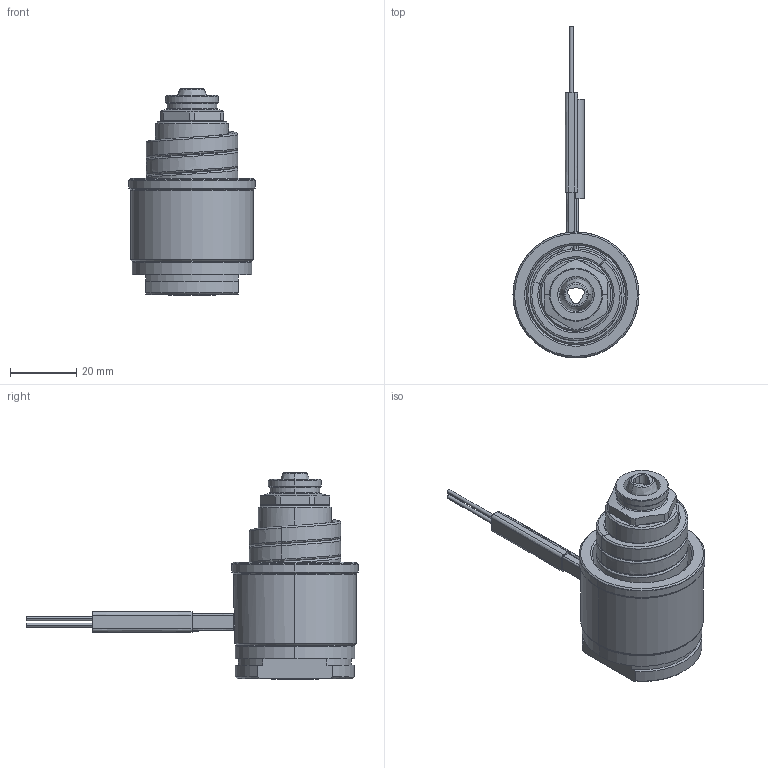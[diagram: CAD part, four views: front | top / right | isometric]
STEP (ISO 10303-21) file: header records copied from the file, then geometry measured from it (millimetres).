
FILE_DESCRIPTION((''),'2;1');
FILE_NAME('LS-66-CEG','2014-03-04T',('Íàòàëüÿ'),('IMID'),'PRO/ENGINEER BY PARAMETRIC TECHNOLOGY CORPORATION, 2010180','PRO/ENGINEER BY PARAMETRIC TECHNOLOGY CORPORATION, 2010180','');
FILE_SCHEMA(('CONFIG_CONTROL_DESIGN'));
Length unit declared in the file: millimetre
Products named in the file (1): LS-66-CEG
Bounding box: 38 x 100 x 62.2 mm (x, y, z)
Volume: 41942 mm3; surface area: 21411.3 mm2
Topology: 1 solids, 8 shells, 309 faces, 748 edges, 445 vertices
Faces by surface type: cylinder 105, cone 56, bspline 52, plane 51, torus 28, revolution 9, extrusion 8
Entity records: 14305 total; most frequent: CARTESIAN_POINT 7382, ORIENTED_EDGE 1456, DIRECTION 1372, EDGE_CURVE 740, AXIS2_PLACEMENT_3D 548, VERTEX_POINT 445, EDGE_LOOP 333, FACE_OUTER_BOUND 309
